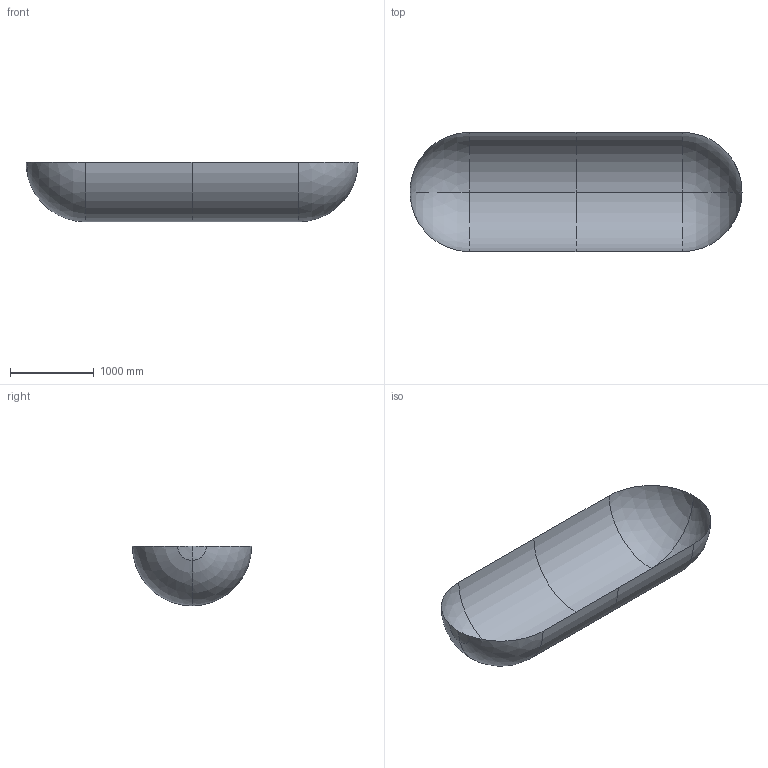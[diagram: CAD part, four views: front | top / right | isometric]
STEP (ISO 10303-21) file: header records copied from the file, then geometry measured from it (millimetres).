
FILE_DESCRIPTION(('STEP AP214'),'1');
FILE_NAME('SYS.stp','2024-11-28T10:37:43',(' '),(' '),'Spatial InterOp 3D',' ',' ');
FILE_SCHEMA(('AUTOMOTIVE_DESIGN { 1 0 10303 214 1 1 1 1 }'));
Length unit declared in the file: metre
Products named in the file (2): SYS; Hull
Assembly tree (1 placements, depth 2):
  SYS
    Hull
Bounding box: 3966 x 1426 x 713 mm (x, y, z)
Surface area: 8883663.8 mm2 (no closed solid volume)
Topology: 0 solids, 10 shells, 10 faces, 40 edges, 36 vertices
Faces by surface type: sphere 6, cylinder 4
Entity records: 546 total; most frequent: DIRECTION 88, CARTESIAN_POINT 84, AXIS2_PLACEMENT_3D 40, ORIENTED_EDGE 36, EDGE_CURVE 36, VERTEX_POINT 36, CIRCLE 28, STYLED_ITEM 10
